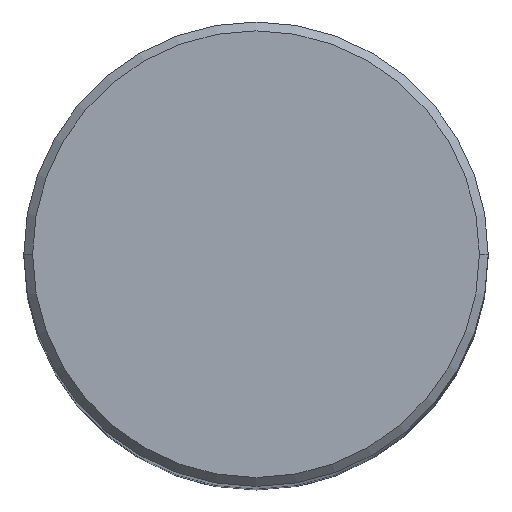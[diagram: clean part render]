
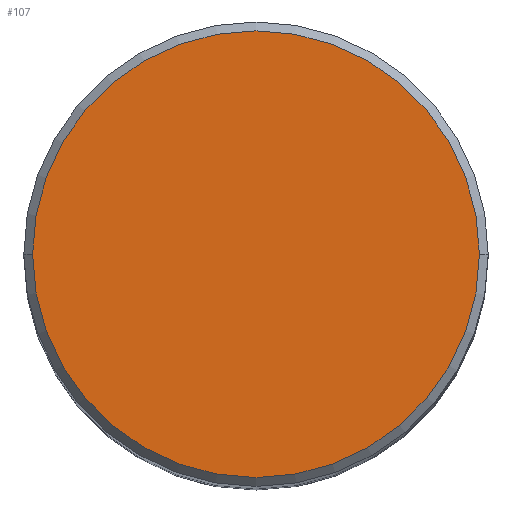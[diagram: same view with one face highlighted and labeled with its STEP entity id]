
A CAD part, top view. The second image highlights one B-rep face of the part: STEP entity #107.
In plain terms, the highlighted planar face has unit normal (0, 0, 1).
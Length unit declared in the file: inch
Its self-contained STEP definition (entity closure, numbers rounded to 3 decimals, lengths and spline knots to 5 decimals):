
#7 = CARTESIAN_POINT ( 'NONE',  ( 0.3787, 0., 4.09449 ) ) ;
#23 = ORIENTED_EDGE ( 'NONE', *, *, #24, .T. ) ;
#24 = EDGE_CURVE ( 'NONE', #170, #284, #210, .T. ) ;
#36 = ORIENTED_EDGE ( 'NONE', *, *, #219, .T. ) ;
#42 = DIRECTION ( 'NONE',  ( 1., 0., 0. ) ) ;
#107 = ADVANCED_FACE ( 'NONE', ( #302 ), #275, .T. ) ;
#129 = CARTESIAN_POINT ( 'NONE',  ( 0., 0., 4.09449 ) ) ;
#134 = DIRECTION ( 'NONE',  ( 0., 0., 1. ) ) ;
#170 = VERTEX_POINT ( 'NONE', #7 ) ;
#180 = DIRECTION ( 'NONE',  ( 0., 0., 1. ) ) ;
#182 = DIRECTION ( 'NONE',  ( 0., 0., 1. ) ) ;
#184 = DIRECTION ( 'NONE',  ( 1., 0., 0. ) ) ;
#190 = AXIS2_PLACEMENT_3D ( 'NONE', #129, #180, #274 ) ;
#195 = CARTESIAN_POINT ( 'NONE',  ( 0., 0., 4.09449 ) ) ;
#210 = CIRCLE ( 'NONE', #233, 0.3787 ) ;
#219 = EDGE_CURVE ( 'NONE', #284, #170, #241, .T. ) ;
#233 = AXIS2_PLACEMENT_3D ( 'NONE', #195, #182, #42 ) ;
#241 = CIRCLE ( 'NONE', #283, 0.3787 ) ;
#274 = DIRECTION ( 'NONE',  ( 1., 0., 0. ) ) ;
#275 = PLANE ( 'NONE',  #190 ) ;
#283 = AXIS2_PLACEMENT_3D ( 'NONE', #311, #134, #184 ) ;
#284 = VERTEX_POINT ( 'NONE', #319 ) ;
#302 = FACE_OUTER_BOUND ( 'NONE', #323, .T. ) ;
#311 = CARTESIAN_POINT ( 'NONE',  ( 0., 0., 4.09449 ) ) ;
#319 = CARTESIAN_POINT ( 'NONE',  ( -0.3787, 0., 4.09449 ) ) ;
#323 = EDGE_LOOP ( 'NONE', ( #36, #23 ) ) ;
